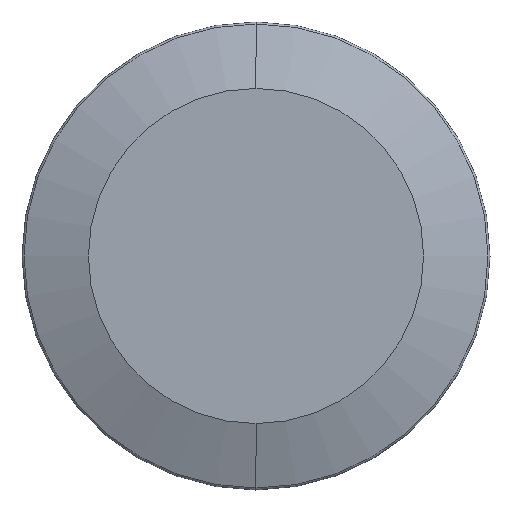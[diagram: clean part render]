
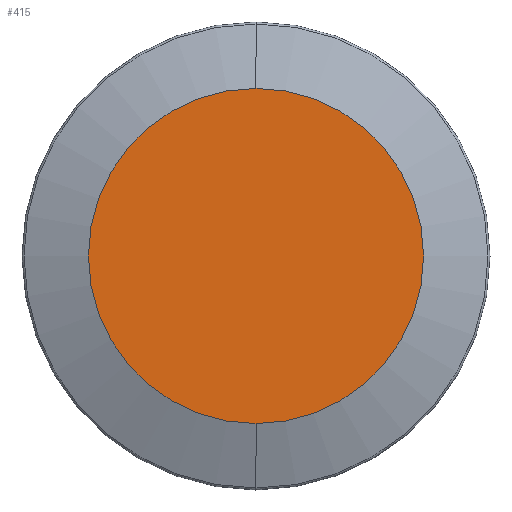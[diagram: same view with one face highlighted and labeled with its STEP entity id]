
A CAD part, left-side view. The second image highlights one B-rep face of the part: STEP entity #415.
In plain terms, the highlighted planar face has unit normal (-1, 0, 0).
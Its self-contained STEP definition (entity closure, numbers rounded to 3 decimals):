
#22 = ORIENTED_EDGE ( 'NONE', *, *, #267, .T. ) ;
#71 = ORIENTED_EDGE ( 'NONE', *, *, #577, .T. ) ;
#77 = CARTESIAN_POINT ( 'NONE',  ( 0., 0., -42.603 ) ) ;
#93 = DIRECTION ( 'NONE',  ( 1., 0., 0. ) ) ;
#112 = DIRECTION ( 'NONE',  ( -1., 0., 0. ) ) ;
#140 = CIRCLE ( 'NONE', #225, 42.603 ) ;
#166 = DIRECTION ( 'NONE',  ( 0., 0., 1. ) ) ;
#191 = AXIS2_PLACEMENT_3D ( 'NONE', #562, #112, #166 ) ;
#205 = DIRECTION ( 'NONE',  ( 0., 0., 1. ) ) ;
#225 = AXIS2_PLACEMENT_3D ( 'NONE', #554, #551, #205 ) ;
#253 = VERTEX_POINT ( 'NONE', #77 ) ;
#267 = EDGE_CURVE ( 'NONE', #253, #296, #444, .T. ) ;
#296 = VERTEX_POINT ( 'NONE', #347 ) ;
#321 = CARTESIAN_POINT ( 'NONE',  ( 0., 0., 0. ) ) ;
#347 = CARTESIAN_POINT ( 'NONE',  ( 0., 0., 42.603 ) ) ;
#362 = FACE_OUTER_BOUND ( 'NONE', #504, .T. ) ;
#415 = ADVANCED_FACE ( 'NONE', ( #362 ), #533, .F. ) ;
#444 = CIRCLE ( 'NONE', #191, 42.603 ) ;
#457 = AXIS2_PLACEMENT_3D ( 'NONE', #321, #93, #481 ) ;
#481 = DIRECTION ( 'NONE',  ( 0., 0., -1. ) ) ;
#504 = EDGE_LOOP ( 'NONE', ( #22, #71 ) ) ;
#533 = PLANE ( 'NONE',  #457 ) ;
#551 = DIRECTION ( 'NONE',  ( -1., 0., 0. ) ) ;
#554 = CARTESIAN_POINT ( 'NONE',  ( 0., 0., 0. ) ) ;
#562 = CARTESIAN_POINT ( 'NONE',  ( 0., 0., 0. ) ) ;
#577 = EDGE_CURVE ( 'NONE', #296, #253, #140, .T. ) ;
